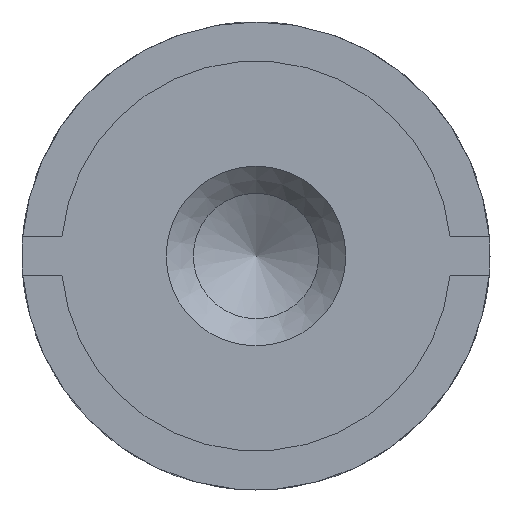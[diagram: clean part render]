
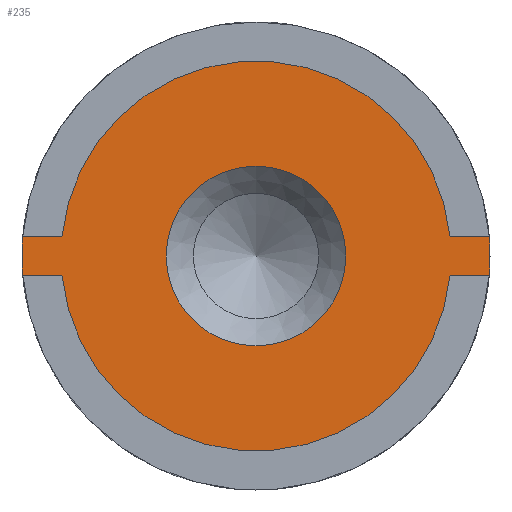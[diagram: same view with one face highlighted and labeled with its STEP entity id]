
A CAD part, front view. The second image highlights one B-rep face of the part: STEP entity #235.
In plain terms, the highlighted planar face has unit normal (0, -1, 0).
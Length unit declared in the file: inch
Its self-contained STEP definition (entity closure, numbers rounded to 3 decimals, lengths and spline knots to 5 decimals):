
#8 = EDGE_CURVE ( 'NONE', #392, #392, #1123, .T. ) ;
#40 = ORIENTED_EDGE ( 'NONE', *, *, #1002, .T. ) ;
#56 = LINE ( 'NONE', #940, #706 ) ;
#84 = PLANE ( 'NONE',  #1013 ) ;
#88 = CARTESIAN_POINT ( 'NONE',  ( 0., -2.125, 0. ) ) ;
#101 = EDGE_CURVE ( 'NONE', #852, #196, #556, .T. ) ;
#108 = CIRCLE ( 'NONE', #595, 0.375 ) ;
#109 = ORIENTED_EDGE ( 'NONE', *, *, #457, .T. ) ;
#127 = CARTESIAN_POINT ( 'NONE',  ( -0.31093, -2.125, -0.03125 ) ) ;
#139 = CARTESIAN_POINT ( 'NONE',  ( -0.3737, -2.125, 0.03125 ) ) ;
#149 = DIRECTION ( 'NONE',  ( 0., 0., -1. ) ) ;
#196 = VERTEX_POINT ( 'NONE', #139 ) ;
#212 = CARTESIAN_POINT ( 'NONE',  ( -0.43713, -2.125, -0.03125 ) ) ;
#215 = CARTESIAN_POINT ( 'NONE',  ( 0., -2.125, -0.144 ) ) ;
#216 = ORIENTED_EDGE ( 'NONE', *, *, #306, .T. ) ;
#218 = CARTESIAN_POINT ( 'NONE',  ( 0.31093, -2.125, 0.03125 ) ) ;
#235 = ADVANCED_FACE ( 'NONE', ( #349, #781 ), #84, .T. ) ;
#296 = DIRECTION ( 'NONE',  ( 0., -1., 0. ) ) ;
#298 = VERTEX_POINT ( 'NONE', #374 ) ;
#306 = EDGE_CURVE ( 'NONE', #576, #196, #825, .T. ) ;
#314 = EDGE_LOOP ( 'NONE', ( #949, #216, #383, #368, #40, #109, #1086, #570 ) ) ;
#348 = CIRCLE ( 'NONE', #1108, 0.3125 ) ;
#349 = FACE_BOUND ( 'NONE', #915, .T. ) ;
#368 = ORIENTED_EDGE ( 'NONE', *, *, #572, .T. ) ;
#370 = DIRECTION ( 'NONE',  ( 0., 0., -1. ) ) ;
#373 = CARTESIAN_POINT ( 'NONE',  ( 0., -2.125, 0. ) ) ;
#374 = CARTESIAN_POINT ( 'NONE',  ( 0.31093, -2.125, -0.03125 ) ) ;
#383 = ORIENTED_EDGE ( 'NONE', *, *, #101, .F. ) ;
#392 = VERTEX_POINT ( 'NONE', #215 ) ;
#405 = DIRECTION ( 'NONE',  ( 1., 0., 0. ) ) ;
#448 = VERTEX_POINT ( 'NONE', #218 ) ;
#457 = EDGE_CURVE ( 'NONE', #298, #550, #1077, .T. ) ;
#460 = VERTEX_POINT ( 'NONE', #127 ) ;
#504 = VECTOR ( 'NONE', #809, 39.37008 ) ;
#529 = CARTESIAN_POINT ( 'NONE',  ( 0., -2.125, 0. ) ) ;
#550 = VERTEX_POINT ( 'NONE', #1111 ) ;
#554 = DIRECTION ( 'NONE',  ( -1., 0., 0. ) ) ;
#556 = CIRCLE ( 'NONE', #558, 0.375 ) ;
#558 = AXIS2_PLACEMENT_3D ( 'NONE', #88, #787, #370 ) ;
#566 = ORIENTED_EDGE ( 'NONE', *, *, #8, .F. ) ;
#570 = ORIENTED_EDGE ( 'NONE', *, *, #1083, .T. ) ;
#572 = EDGE_CURVE ( 'NONE', #852, #460, #56, .T. ) ;
#576 = VERTEX_POINT ( 'NONE', #1024 ) ;
#587 = DIRECTION ( 'NONE',  ( 0., 0., -1. ) ) ;
#595 = AXIS2_PLACEMENT_3D ( 'NONE', #373, #859, #587 ) ;
#617 = DIRECTION ( 'NONE',  ( 0., 0., -1. ) ) ;
#632 = AXIS2_PLACEMENT_3D ( 'NONE', #758, #684, #149 ) ;
#684 = DIRECTION ( 'NONE',  ( 0., -1., 0. ) ) ;
#693 = CARTESIAN_POINT ( 'NONE',  ( -0.3737, -2.125, -0.03125 ) ) ;
#700 = EDGE_CURVE ( 'NONE', #448, #576, #851, .T. ) ;
#701 = CARTESIAN_POINT ( 'NONE',  ( 0., -2.125, 0. ) ) ;
#706 = VECTOR ( 'NONE', #405, 39.37008 ) ;
#719 = CARTESIAN_POINT ( 'NONE',  ( 0., -2.125, 0. ) ) ;
#733 = CARTESIAN_POINT ( 'NONE',  ( -0.43713, -2.125, 0.03125 ) ) ;
#742 = VERTEX_POINT ( 'NONE', #1062 ) ;
#758 = CARTESIAN_POINT ( 'NONE',  ( 0., -2.125, 0. ) ) ;
#781 = FACE_OUTER_BOUND ( 'NONE', #314, .T. ) ;
#787 = DIRECTION ( 'NONE',  ( 0., 1., 0. ) ) ;
#797 = EDGE_CURVE ( 'NONE', #742, #550, #108, .T. ) ;
#809 = DIRECTION ( 'NONE',  ( -1., 0., 0. ) ) ;
#825 = LINE ( 'NONE', #733, #504 ) ;
#833 = AXIS2_PLACEMENT_3D ( 'NONE', #529, #1045, #969 ) ;
#851 = CIRCLE ( 'NONE', #833, 0.3125 ) ;
#852 = VERTEX_POINT ( 'NONE', #693 ) ;
#859 = DIRECTION ( 'NONE',  ( 0., 1., 0. ) ) ;
#872 = VECTOR ( 'NONE', #554, 39.37008 ) ;
#898 = LINE ( 'NONE', #985, #872 ) ;
#907 = DIRECTION ( 'NONE',  ( 1., 0., 0. ) ) ;
#915 = EDGE_LOOP ( 'NONE', ( #566 ) ) ;
#940 = CARTESIAN_POINT ( 'NONE',  ( -0.43713, -2.125, -0.03125 ) ) ;
#949 = ORIENTED_EDGE ( 'NONE', *, *, #700, .T. ) ;
#955 = DIRECTION ( 'NONE',  ( 0., 0., -1. ) ) ;
#969 = DIRECTION ( 'NONE',  ( 0., 0., -1. ) ) ;
#985 = CARTESIAN_POINT ( 'NONE',  ( -0.43713, -2.125, 0.03125 ) ) ;
#1002 = EDGE_CURVE ( 'NONE', #460, #298, #348, .T. ) ;
#1013 = AXIS2_PLACEMENT_3D ( 'NONE', #701, #1046, #617 ) ;
#1024 = CARTESIAN_POINT ( 'NONE',  ( -0.31093, -2.125, 0.03125 ) ) ;
#1045 = DIRECTION ( 'NONE',  ( 0., -1., 0. ) ) ;
#1046 = DIRECTION ( 'NONE',  ( 0., -1., 0. ) ) ;
#1062 = CARTESIAN_POINT ( 'NONE',  ( 0.3737, -2.125, 0.03125 ) ) ;
#1077 = LINE ( 'NONE', #212, #1125 ) ;
#1083 = EDGE_CURVE ( 'NONE', #742, #448, #898, .T. ) ;
#1086 = ORIENTED_EDGE ( 'NONE', *, *, #797, .F. ) ;
#1108 = AXIS2_PLACEMENT_3D ( 'NONE', #719, #296, #955 ) ;
#1111 = CARTESIAN_POINT ( 'NONE',  ( 0.3737, -2.125, -0.03125 ) ) ;
#1123 = CIRCLE ( 'NONE', #632, 0.144 ) ;
#1125 = VECTOR ( 'NONE', #907, 39.37008 ) ;
